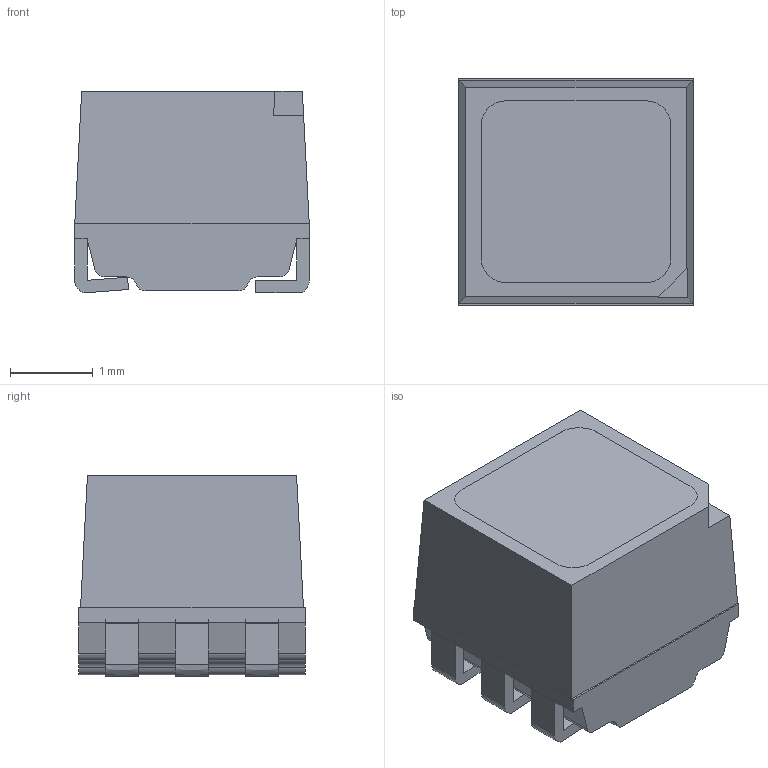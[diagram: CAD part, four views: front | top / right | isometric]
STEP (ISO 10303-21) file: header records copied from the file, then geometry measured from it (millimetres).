
FILE_DESCRIPTION(/* description */ ('Unknown'),/* implementation_level */ '2;1');
FILE_NAME(/* name */ '150282M153300',/* time_stamp */ '2019-03-13T13:47:38+01:00',/* author */ ('Unknown'),/* organization */ ('Unknown'),/* preprocessor_version */ 'ST-DEVELOPER v16.7',/* originating_system */ 'DEX',/* authorisation */ $);
FILE_SCHEMA (('AUTOMOTIVE_DESIGN {1 0 10303 214 3 1 1}'));
Length unit declared in the file: millimetre
Products named in the file (6): 150282M153300; cover; housing; base; base_right; led
Assembly tree (5 placements, depth 2):
  150282M153300
    cover
    housing
    base
    base_right
    led
Bounding box: 2.84 x 2.74 x 2.44 mm (x, y, z)
Volume: 16.9 mm3; surface area: 89.5 mm2
Topology: 9 solids, 9 shells, 182 faces, 491 edges, 332 vertices
Faces by surface type: plane 129, cylinder 39, cone 8, bspline 6
Full cylindrical faces by diameter (mm): 0.4 x1, 0.9 x1
Entity records: 5945 total; most frequent: CARTESIAN_POINT 1107, ORIENTED_EDGE 974, DIRECTION 957, EDGE_CURVE 487, LINE 381, VECTOR 381, VERTEX_POINT 330, AXIS2_PLACEMENT_3D 288
